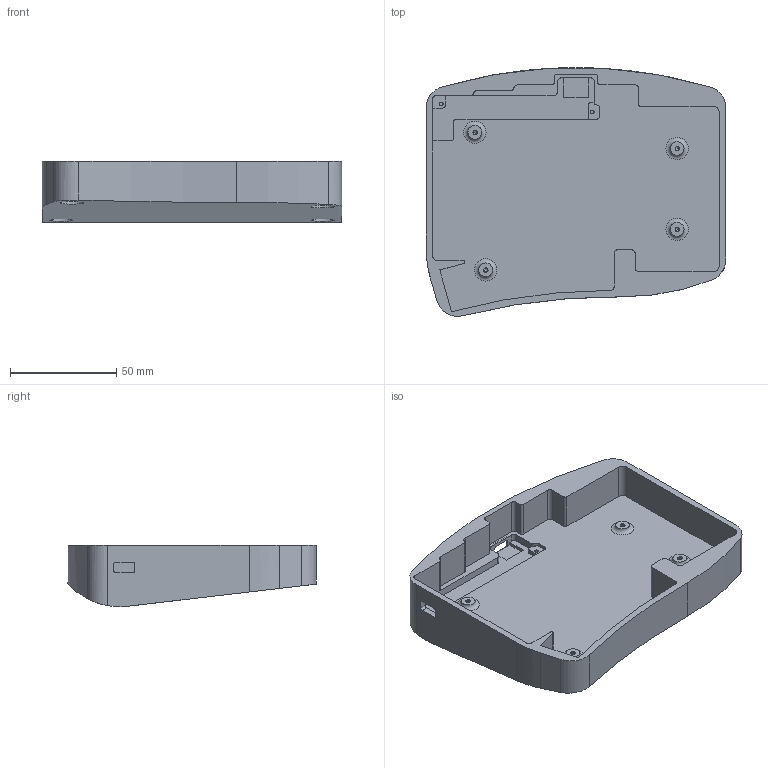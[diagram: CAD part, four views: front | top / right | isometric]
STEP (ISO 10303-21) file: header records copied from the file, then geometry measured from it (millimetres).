
FILE_DESCRIPTION(/* description */ (''),/* implementation_level */ '2;1');
FILE_NAME(/* name */ 'case-right.step',/* time_stamp */ '2024-07-10T12:40:23-04:00',/* author */ (''),/* organization */ (''),/* preprocessor_version */ 'ST-DEVELOPER v20',/* originating_system */ 'Autodesk Translation Framework v13.14.0.145',/* authorisation */ '');
FILE_SCHEMA (('AUTOMOTIVE_DESIGN { 1 0 10303 214 3 1 1 }'));
Length unit declared in the file: inch
Products named in the file (1): case-model-2
Bounding box: 140.97 x 117.15 x 28.92 mm (x, y, z)
Volume: 150570.6 mm3; surface area: 49999 mm2
Topology: 1 solids, 1 shells, 205 faces, 570 edges, 377 vertices
Faces by surface type: cylinder 121, plane 68, bspline 8, torus 4, cone 4
Full cylindrical faces by diameter (mm): 1.775 x18, 2.28 x4, 11 x4
Entity records: 10098 total; most frequent: CARTESIAN_POINT 5001, ORIENTED_EDGE 1132, DIRECTION 960, EDGE_CURVE 566, VERTEX_POINT 377, AXIS2_PLACEMENT_3D 348, LINE 264, VECTOR 264
